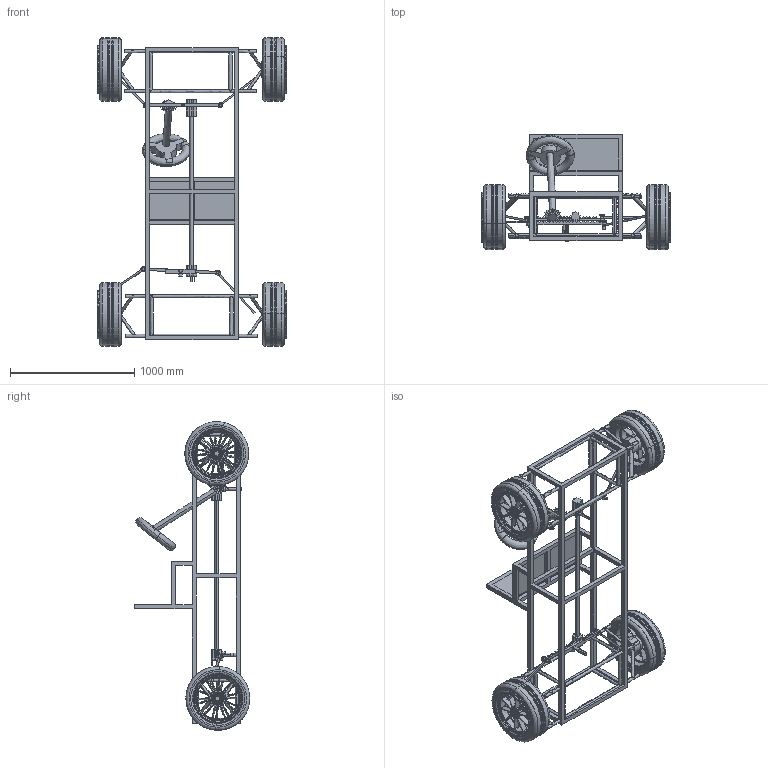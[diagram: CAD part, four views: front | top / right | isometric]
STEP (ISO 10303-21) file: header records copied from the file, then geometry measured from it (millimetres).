
FILE_DESCRIPTION(('FreeCAD Model'),'2;1');
FILE_NAME('Open CASCADE Shape Model','2025-05-04T21:16:27',('FreeCAD'),( 'FreeCAD'),'Open CASCADE STEP processor 7.6','FreeCAD','Unknown');
FILE_SCHEMA(('AUTOMOTIVE_DESIGN { 1 0 10303 214 1 1 1 1 }'));
Products named in the file (1): Open CASCADE STEP translator 7.6 1
Bounding box: 1520.81 x 927 x 2479.01 mm (x, y, z)
Volume: 66479177.1 mm3; surface area: 11765726.4 mm2
Topology: 23 solids, 24 shells, 1805 faces, 4995 edges, 3130 vertices
Faces by surface type: bspline 1805
Entity records: 163935 total; most frequent: CARTESIAN_POINT 136562, ORIENTED_EDGE 9990, EDGE_CURVE 4995, VERTEX_POINT 3130, B_SPLINE_CURVE_WITH_KNOTS 2911, FACE_BOUND 1937, EDGE_LOOP 1937, ADVANCED_FACE 1805
